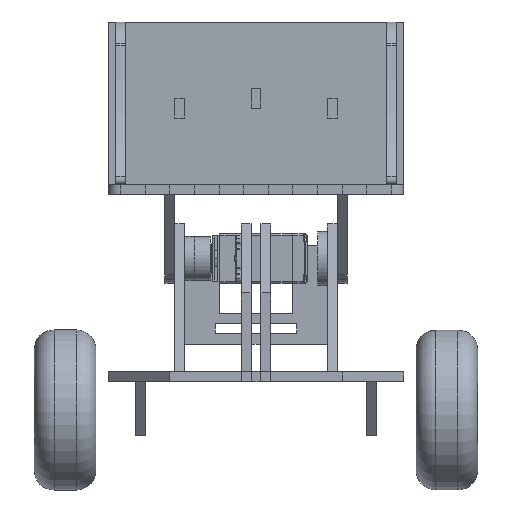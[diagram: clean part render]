
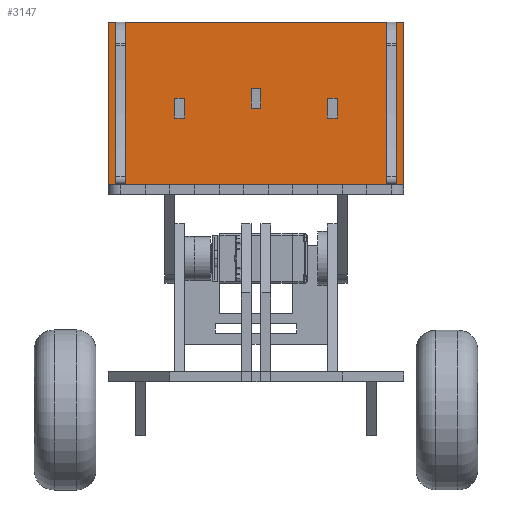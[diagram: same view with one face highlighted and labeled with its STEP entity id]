
A CAD part, left-side view. The second image highlights one B-rep face of the part: STEP entity #3147.
In plain terms, the highlighted face is planar.
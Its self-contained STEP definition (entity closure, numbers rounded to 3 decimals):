
#3147=ADVANCED_FACE('',(#10399,#10401,#10403,#10405,#10407,#10409),#10411,.F.);
#10399=FACE_BOUND('',#10400,.T.);
#10400=EDGE_LOOP('',(#19184,#19185,#19186,#19187));
#10401=FACE_BOUND('',#10402,.T.);
#10402=EDGE_LOOP('',(#19188,#19189,#19190,#19191));
#10403=FACE_BOUND('',#10404,.T.);
#10404=EDGE_LOOP('',(#19192,#19193,#19194,#19195));
#10405=FACE_BOUND('',#10406,.T.);
#10406=EDGE_LOOP('',(#19196,#19197,#19198,#19199));
#10407=FACE_BOUND('',#10408,.T.);
#10408=EDGE_LOOP('',(#19200,#19201,#19202,#19203));
#10409=FACE_BOUND('',#10410,.T.);
#10410=EDGE_LOOP('',(#19204,#19205,#19206,#19207));
#10411=PLANE('',#10412);
#10412=AXIS2_PLACEMENT_3D('',#10413,#10414,#10415);
#10413=CARTESIAN_POINT('',(0.,0.,-2.));
#10414=DIRECTION('',(0.,0.,1.));
#10415=DIRECTION('',(-1.,0.,0.));
#19184=ORIENTED_EDGE('',*,*,#23902,.F.);
#19185=ORIENTED_EDGE('',*,*,#23903,.F.);
#19186=ORIENTED_EDGE('',*,*,#23904,.F.);
#19187=ORIENTED_EDGE('',*,*,#23905,.F.);
#19188=ORIENTED_EDGE('',*,*,#23906,.T.);
#19189=ORIENTED_EDGE('',*,*,#23907,.T.);
#19190=ORIENTED_EDGE('',*,*,#23908,.T.);
#19191=ORIENTED_EDGE('',*,*,#23909,.T.);
#19192=ORIENTED_EDGE('',*,*,#23910,.T.);
#19193=ORIENTED_EDGE('',*,*,#23911,.T.);
#19194=ORIENTED_EDGE('',*,*,#23912,.T.);
#19195=ORIENTED_EDGE('',*,*,#23913,.T.);
#19196=ORIENTED_EDGE('',*,*,#23914,.T.);
#19197=ORIENTED_EDGE('',*,*,#23915,.T.);
#19198=ORIENTED_EDGE('',*,*,#23916,.T.);
#19199=ORIENTED_EDGE('',*,*,#23917,.T.);
#19200=ORIENTED_EDGE('',*,*,#23918,.T.);
#19201=ORIENTED_EDGE('',*,*,#23919,.T.);
#19202=ORIENTED_EDGE('',*,*,#23920,.T.);
#19203=ORIENTED_EDGE('',*,*,#23921,.T.);
#19204=ORIENTED_EDGE('',*,*,#23922,.T.);
#19205=ORIENTED_EDGE('',*,*,#23923,.T.);
#19206=ORIENTED_EDGE('',*,*,#23924,.T.);
#19207=ORIENTED_EDGE('',*,*,#23925,.T.);
#23902=EDGE_CURVE('',#26848,#26849,#26850,.T.);
#23903=EDGE_CURVE('',#26851,#26848,#26852,.T.);
#23904=EDGE_CURVE('',#26853,#26851,#26854,.T.);
#23905=EDGE_CURVE('',#26849,#26853,#26855,.T.);
#23906=EDGE_CURVE('',#26856,#26857,#26858,.T.);
#23907=EDGE_CURVE('',#26857,#26859,#26860,.T.);
#23908=EDGE_CURVE('',#26859,#26861,#26862,.T.);
#23909=EDGE_CURVE('',#26861,#26856,#26863,.T.);
#23910=EDGE_CURVE('',#26864,#26865,#26866,.T.);
#23911=EDGE_CURVE('',#26865,#26867,#26868,.T.);
#23912=EDGE_CURVE('',#26867,#26869,#26870,.T.);
#23913=EDGE_CURVE('',#26869,#26864,#26871,.T.);
#23914=EDGE_CURVE('',#26872,#26873,#26874,.T.);
#23915=EDGE_CURVE('',#26873,#26875,#26876,.T.);
#23916=EDGE_CURVE('',#26875,#26877,#26878,.T.);
#23917=EDGE_CURVE('',#26877,#26872,#26879,.T.);
#23918=EDGE_CURVE('',#26880,#26881,#26882,.T.);
#23919=EDGE_CURVE('',#26881,#26883,#26884,.T.);
#23920=EDGE_CURVE('',#26883,#26885,#26886,.T.);
#23921=EDGE_CURVE('',#26885,#26880,#26887,.T.);
#23922=EDGE_CURVE('',#26888,#26889,#26890,.T.);
#23923=EDGE_CURVE('',#26889,#26891,#26892,.T.);
#23924=EDGE_CURVE('',#26891,#26893,#26894,.T.);
#23925=EDGE_CURVE('',#26893,#26888,#26895,.T.);
#26848=VERTEX_POINT('',#32253);
#26849=VERTEX_POINT('',#32254);
#26850=LINE('',#32255,#32256);
#26851=VERTEX_POINT('',#32258);
#26852=LINE('',#32259,#32260);
#26853=VERTEX_POINT('',#32262);
#26854=LINE('',#32263,#32264);
#26855=LINE('',#32266,#32267);
#26856=VERTEX_POINT('',#32269);
#26857=VERTEX_POINT('',#32270);
#26858=LINE('',#32271,#32272);
#26859=VERTEX_POINT('',#32274);
#26860=LINE('',#32275,#32276);
#26861=VERTEX_POINT('',#32278);
#26862=LINE('',#32279,#32280);
#26863=LINE('',#32282,#32283);
#26864=VERTEX_POINT('',#32285);
#26865=VERTEX_POINT('',#32286);
#26866=LINE('',#32287,#32288);
#26867=VERTEX_POINT('',#32290);
#26868=LINE('',#32291,#32292);
#26869=VERTEX_POINT('',#32294);
#26870=LINE('',#32295,#32296);
#26871=LINE('',#32298,#32299);
#26872=VERTEX_POINT('',#32301);
#26873=VERTEX_POINT('',#32302);
#26874=LINE('',#32303,#32304);
#26875=VERTEX_POINT('',#32306);
#26876=LINE('',#32307,#32308);
#26877=VERTEX_POINT('',#32310);
#26878=LINE('',#32311,#32312);
#26879=LINE('',#32314,#32315);
#26880=VERTEX_POINT('',#32317);
#26881=VERTEX_POINT('',#32318);
#26882=LINE('',#32319,#32320);
#26883=VERTEX_POINT('',#32322);
#26884=LINE('',#32323,#32324);
#26885=VERTEX_POINT('',#32326);
#26886=LINE('',#32327,#32328);
#26887=LINE('',#32330,#32331);
#26888=VERTEX_POINT('',#32333);
#26889=VERTEX_POINT('',#32334);
#26890=LINE('',#32335,#32336);
#26891=VERTEX_POINT('',#32338);
#26892=LINE('',#32339,#32340);
#26893=VERTEX_POINT('',#32342);
#26894=LINE('',#32343,#32344);
#26895=LINE('',#32346,#32347);
#32253=CARTESIAN_POINT('',(-60.,35.,-2.));
#32254=CARTESIAN_POINT('',(-60.,-31.,-2.));
#32255=CARTESIAN_POINT('',(-60.,35.,-2.));
#32256=VECTOR('',#32257,1.);
#32257=DIRECTION('',(0.,-1.,0.));
#32258=CARTESIAN_POINT('',(60.,35.,-2.));
#32259=CARTESIAN_POINT('',(60.,35.,-2.));
#32260=VECTOR('',#32261,1.);
#32261=DIRECTION('',(-1.,0.,0.));
#32262=CARTESIAN_POINT('',(60.,-31.,-2.));
#32263=CARTESIAN_POINT('',(60.,-31.,-2.));
#32264=VECTOR('',#32265,1.);
#32265=DIRECTION('',(0.,1.,0.));
#32266=CARTESIAN_POINT('',(-60.,-31.,-2.));
#32267=VECTOR('',#32268,1.);
#32268=DIRECTION('',(1.,0.,0.));
#32269=CARTESIAN_POINT('',(-53.,-7.,-2.));
#32270=CARTESIAN_POINT('',(-53.,7.,-2.));
#32271=CARTESIAN_POINT('',(-53.,-7.,-2.));
#32272=VECTOR('',#32273,1.);
#32273=DIRECTION('',(0.,1.,0.));
#32274=CARTESIAN_POINT('',(-57.,7.,-2.));
#32275=CARTESIAN_POINT('',(-53.,7.,-2.));
#32276=VECTOR('',#32277,1.);
#32277=DIRECTION('',(-1.,0.,0.));
#32278=CARTESIAN_POINT('',(-57.,-7.,-2.));
#32279=CARTESIAN_POINT('',(-57.,7.,-2.));
#32280=VECTOR('',#32281,1.);
#32281=DIRECTION('',(0.,-1.,0.));
#32282=CARTESIAN_POINT('',(-57.,-7.,-2.));
#32283=VECTOR('',#32284,1.);
#32284=DIRECTION('',(1.,0.,0.));
#32285=CARTESIAN_POINT('',(53.,-7.,-2.));
#32286=CARTESIAN_POINT('',(57.,-7.,-2.));
#32287=CARTESIAN_POINT('',(53.,-7.,-2.));
#32288=VECTOR('',#32289,1.);
#32289=DIRECTION('',(1.,0.,0.));
#32290=CARTESIAN_POINT('',(57.,7.,-2.));
#32291=CARTESIAN_POINT('',(57.,-7.,-2.));
#32292=VECTOR('',#32293,1.);
#32293=DIRECTION('',(0.,1.,0.));
#32294=CARTESIAN_POINT('',(53.,7.,-2.));
#32295=CARTESIAN_POINT('',(57.,7.,-2.));
#32296=VECTOR('',#32297,1.);
#32297=DIRECTION('',(-1.,0.,0.));
#32298=CARTESIAN_POINT('',(53.,7.,-2.));
#32299=VECTOR('',#32300,1.);
#32300=DIRECTION('',(0.,-1.,0.));
#32301=CARTESIAN_POINT('',(-2.,0.,-2.));
#32302=CARTESIAN_POINT('',(2.,0.,-2.));
#32303=CARTESIAN_POINT('',(-2.,0.,-2.));
#32304=VECTOR('',#32305,1.);
#32305=DIRECTION('',(1.,0.,0.));
#32306=CARTESIAN_POINT('',(2.,8.,-2.));
#32307=CARTESIAN_POINT('',(2.,0.,-2.));
#32308=VECTOR('',#32309,1.);
#32309=DIRECTION('',(0.,1.,0.));
#32310=CARTESIAN_POINT('',(-2.,8.,-2.));
#32311=CARTESIAN_POINT('',(2.,8.,-2.));
#32312=VECTOR('',#32313,1.);
#32313=DIRECTION('',(-1.,0.,0.));
#32314=CARTESIAN_POINT('',(-2.,8.,-2.));
#32315=VECTOR('',#32316,1.);
#32316=DIRECTION('',(0.,-1.,0.));
#32317=CARTESIAN_POINT('',(33.,4.,-2.));
#32318=CARTESIAN_POINT('',(29.,4.,-2.));
#32319=CARTESIAN_POINT('',(33.,4.,-2.));
#32320=VECTOR('',#32321,1.);
#32321=DIRECTION('',(-1.,0.,0.));
#32322=CARTESIAN_POINT('',(29.,-4.,-2.));
#32323=CARTESIAN_POINT('',(29.,4.,-2.));
#32324=VECTOR('',#32325,1.);
#32325=DIRECTION('',(0.,-1.,0.));
#32326=CARTESIAN_POINT('',(33.,-4.,-2.));
#32327=CARTESIAN_POINT('',(29.,-4.,-2.));
#32328=VECTOR('',#32329,1.);
#32329=DIRECTION('',(1.,0.,0.));
#32330=CARTESIAN_POINT('',(33.,-4.,-2.));
#32331=VECTOR('',#32332,1.);
#32332=DIRECTION('',(0.,1.,0.));
#32333=CARTESIAN_POINT('',(-33.,-4.,-2.));
#32334=CARTESIAN_POINT('',(-29.,-4.,-2.));
#32335=CARTESIAN_POINT('',(-33.,-4.,-2.));
#32336=VECTOR('',#32337,1.);
#32337=DIRECTION('',(1.,0.,0.));
#32338=CARTESIAN_POINT('',(-29.,4.,-2.));
#32339=CARTESIAN_POINT('',(-29.,-4.,-2.));
#32340=VECTOR('',#32341,1.);
#32341=DIRECTION('',(0.,1.,0.));
#32342=CARTESIAN_POINT('',(-33.,4.,-2.));
#32343=CARTESIAN_POINT('',(-29.,4.,-2.));
#32344=VECTOR('',#32345,1.);
#32345=DIRECTION('',(-1.,0.,0.));
#32346=CARTESIAN_POINT('',(-33.,4.,-2.));
#32347=VECTOR('',#32348,1.);
#32348=DIRECTION('',(0.,-1.,0.));
